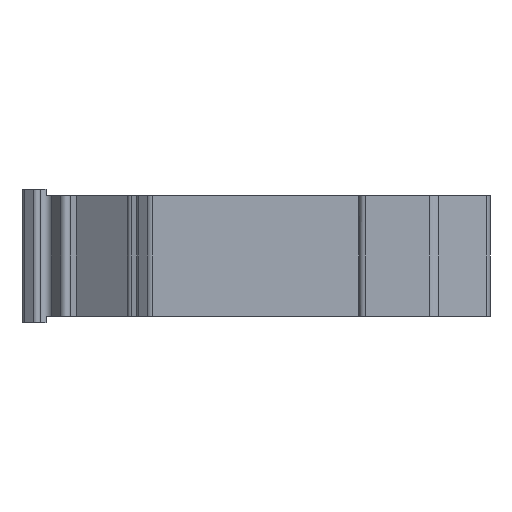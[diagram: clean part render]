
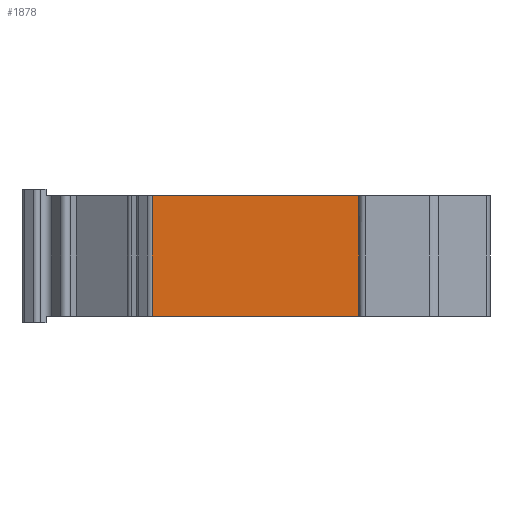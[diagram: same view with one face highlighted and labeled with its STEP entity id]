
A CAD part, left-side view. The second image highlights one B-rep face of the part: STEP entity #1878.
In plain terms, the highlighted planar face has unit normal (-1, 0, 0).
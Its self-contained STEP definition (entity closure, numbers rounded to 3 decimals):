
#83=DIRECTION('',(0.,-1.,0.));
#84=VECTOR('',#83,15.478);
#85=CARTESIAN_POINT('',(-20.7,7.778,-4.5));
#86=LINE('',#85,#84);
#509=DIRECTION('',(0.,-1.,0.));
#510=VECTOR('',#509,17.978);
#511=CARTESIAN_POINT('',(-20.7,7.778,4.5));
#512=LINE('',#511,#510);
#647=DIRECTION('',(0.,1.,0.));
#648=VECTOR('',#647,2.5);
#649=CARTESIAN_POINT('',(-20.7,-10.2,-1.5));
#650=LINE('',#649,#648);
#651=DIRECTION('',(0.,0.,1.));
#652=VECTOR('',#651,3.);
#653=CARTESIAN_POINT('',(-20.7,-7.7,-4.5));
#654=LINE('',#653,#652);
#655=DIRECTION('',(0.,0.,1.));
#656=VECTOR('',#655,9.);
#657=CARTESIAN_POINT('',(-20.7,7.778,-4.5));
#658=LINE('',#657,#656);
#685=DIRECTION('',(0.,0.,1.));
#686=VECTOR('',#685,6.);
#687=CARTESIAN_POINT('',(-20.7,-10.2,-1.5));
#688=LINE('',#687,#686);
#1041=CARTESIAN_POINT('',(-20.7,7.778,-4.5));
#1042=VERTEX_POINT('',#1041);
#1149=CARTESIAN_POINT('',(-20.7,7.778,4.5));
#1150=VERTEX_POINT('',#1149);
#1151=CARTESIAN_POINT('',(-20.7,-10.2,4.5));
#1152=VERTEX_POINT('',#1151);
#1247=CARTESIAN_POINT('',(-20.7,-10.2,-1.5));
#1248=CARTESIAN_POINT('',(-20.7,-7.7,-1.5));
#1249=VERTEX_POINT('',#1247);
#1250=VERTEX_POINT('',#1248);
#1251=CARTESIAN_POINT('',(-20.7,-7.7,-4.5));
#1252=VERTEX_POINT('',#1251);
#1862=CARTESIAN_POINT('',(-20.7,7.778,-4.5));
#1863=DIRECTION('',(-1.,0.,0.));
#1864=DIRECTION('',(0.,-1.,0.));
#1865=AXIS2_PLACEMENT_3D('',#1862,#1863,#1864);
#1866=PLANE('',#1865);
#1867=ORIENTED_EDGE('',*,*,#1832,.T.);
#1869=ORIENTED_EDGE('',*,*,#1868,.F.);
#1870=ORIENTED_EDGE('',*,*,#1366,.F.);
#1872=ORIENTED_EDGE('',*,*,#1871,.T.);
#1873=ORIENTED_EDGE('',*,*,#1608,.T.);
#1875=ORIENTED_EDGE('',*,*,#1874,.F.);
#1876=EDGE_LOOP('',(#1867,#1869,#1870,#1872,#1873,#1875));
#1877=FACE_OUTER_BOUND('',#1876,.F.);
#1366=EDGE_CURVE('',#1042,#1252,#86,.T.);
#1608=EDGE_CURVE('',#1150,#1152,#512,.T.);
#1832=EDGE_CURVE('',#1249,#1250,#650,.T.);
#1868=EDGE_CURVE('',#1252,#1250,#654,.T.);
#1871=EDGE_CURVE('',#1042,#1150,#658,.T.);
#1874=EDGE_CURVE('',#1249,#1152,#688,.T.);
#1878=ADVANCED_FACE('',(#1877),#1866,.T.);
